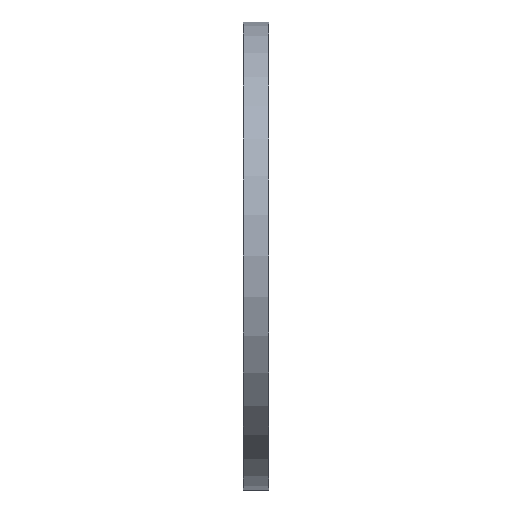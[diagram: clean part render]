
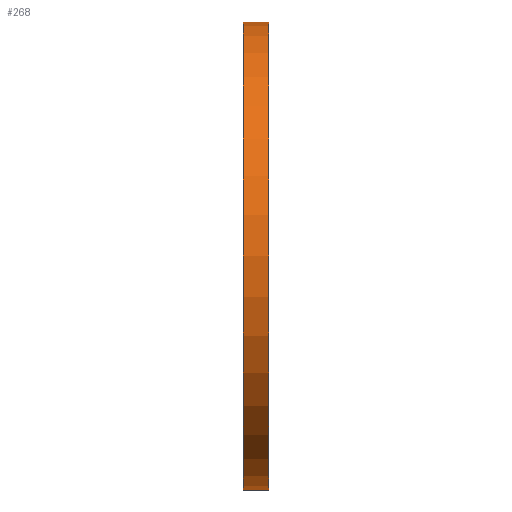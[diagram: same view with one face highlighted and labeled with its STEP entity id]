
A CAD part, left-side view. The second image highlights one B-rep face of the part: STEP entity #268.
In plain terms, the highlighted cylindrical face has radius 220 mm (diameter 440 mm), a partial arc.
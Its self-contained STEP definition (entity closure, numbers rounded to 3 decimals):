
#1 = DIRECTION ( 'NONE',  ( 0., 1., 0. ) ) ;
#60 = DIRECTION ( 'NONE',  ( 0., 1., 0. ) ) ;
#268 = ADVANCED_FACE ( 'NONE', ( #674 ), #583, .T. ) ;
#291 = DIRECTION ( 'NONE',  ( 0., 0., 1. ) ) ;
#341 = LINE ( 'NONE', #955, #358 ) ;
#346 = CARTESIAN_POINT ( 'NONE',  ( 0., 24., 220. ) ) ;
#352 = EDGE_CURVE ( 'NONE', #867, #1103, #831, .T. ) ;
#358 = VECTOR ( 'NONE', #60, 1000. ) ;
#429 = DIRECTION ( 'NONE',  ( 0., 0., 1. ) ) ;
#438 = CARTESIAN_POINT ( 'NONE',  ( 0., 24., -220. ) ) ;
#462 = CARTESIAN_POINT ( 'NONE',  ( 0., 34.695, 0. ) ) ;
#473 = AXIS2_PLACEMENT_3D ( 'NONE', #1043, #1, #733 ) ;
#491 = AXIS2_PLACEMENT_3D ( 'NONE', #587, #878, #429 ) ;
#522 = VERTEX_POINT ( 'NONE', #346 ) ;
#532 = CIRCLE ( 'NONE', #473, 220. ) ;
#583 = CYLINDRICAL_SURFACE ( 'NONE', #684, 220. ) ;
#587 = CARTESIAN_POINT ( 'NONE',  ( 0., 0., 0. ) ) ;
#589 = DIRECTION ( 'NONE',  ( 0., 1., 0. ) ) ;
#607 = EDGE_LOOP ( 'NONE', ( #1023, #664, #783, #964 ) ) ;
#617 = CARTESIAN_POINT ( 'NONE',  ( 0., 0., -220. ) ) ;
#626 = VECTOR ( 'NONE', #589, 1000. ) ;
#661 = EDGE_CURVE ( 'NONE', #1103, #522, #974, .T. ) ;
#664 = ORIENTED_EDGE ( 'NONE', *, *, #352, .T. ) ;
#674 = FACE_OUTER_BOUND ( 'NONE', #607, .T. ) ;
#684 = AXIS2_PLACEMENT_3D ( 'NONE', #462, #825, #291 ) ;
#733 = DIRECTION ( 'NONE',  ( 0., 0., 1. ) ) ;
#783 = ORIENTED_EDGE ( 'NONE', *, *, #661, .T. ) ;
#825 = DIRECTION ( 'NONE',  ( 0., 1., 0. ) ) ;
#831 = CIRCLE ( 'NONE', #491, 220. ) ;
#867 = VERTEX_POINT ( 'NONE', #617 ) ;
#878 = DIRECTION ( 'NONE',  ( 0., 1., 0. ) ) ;
#901 = CARTESIAN_POINT ( 'NONE',  ( 0., 0., 220. ) ) ;
#923 = EDGE_CURVE ( 'NONE', #867, #1178, #341, .T. ) ;
#955 = CARTESIAN_POINT ( 'NONE',  ( 0., 34.695, -220. ) ) ;
#964 = ORIENTED_EDGE ( 'NONE', *, *, #1030, .F. ) ;
#968 = CARTESIAN_POINT ( 'NONE',  ( 0., 34.695, 220. ) ) ;
#974 = LINE ( 'NONE', #968, #626 ) ;
#1023 = ORIENTED_EDGE ( 'NONE', *, *, #923, .F. ) ;
#1030 = EDGE_CURVE ( 'NONE', #1178, #522, #532, .T. ) ;
#1043 = CARTESIAN_POINT ( 'NONE',  ( 0., 24., 0. ) ) ;
#1103 = VERTEX_POINT ( 'NONE', #901 ) ;
#1178 = VERTEX_POINT ( 'NONE', #438 ) ;
